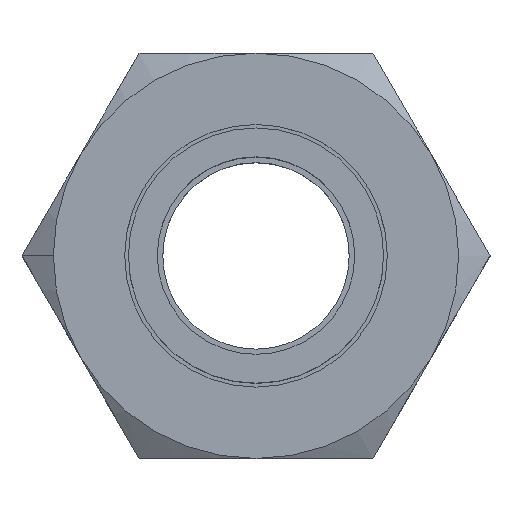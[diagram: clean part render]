
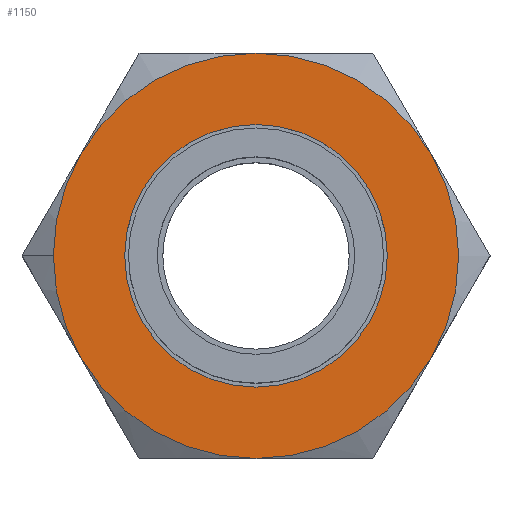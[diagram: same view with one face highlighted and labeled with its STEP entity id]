
A CAD part, top view. The second image highlights one B-rep face of the part: STEP entity #1150.
In plain terms, the highlighted planar face has unit normal (0, 0, 1).
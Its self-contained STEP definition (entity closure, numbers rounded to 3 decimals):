
#126 = CARTESIAN_POINT ( 'NONE',  ( -8.75, 0., 6.75 ) ) ;
#546 = DIRECTION ( 'NONE',  ( 0., 0., 1. ) ) ;
#547 = DIRECTION ( 'NONE',  ( 1., 0., 0. ) ) ;
#548 = CARTESIAN_POINT ( 'NONE',  ( 0., 0., 6.75 ) ) ;
#637 = DIRECTION ( 'NONE',  ( 1., 0., 0. ) ) ;
#638 = DIRECTION ( 'NONE',  ( 0., 0., 1. ) ) ;
#639 = CARTESIAN_POINT ( 'NONE',  ( 0., 0., 6.75 ) ) ;
#640 = AXIS2_PLACEMENT_3D ( 'NONE', #639, #638, #637 ) ;
#641 = CIRCLE ( 'NONE', #640, 13.5 ) ;
#655 = CARTESIAN_POINT ( 'NONE',  ( 0., 0., 6.75 ) ) ;
#656 = AXIS2_PLACEMENT_3D ( 'NONE', #655, #665, #672 ) ;
#665 = DIRECTION ( 'NONE',  ( 0., 0., 1. ) ) ;
#668 = CARTESIAN_POINT ( 'NONE',  ( -11.691, 6.75, 6.75 ) ) ;
#672 = DIRECTION ( 'NONE',  ( 1., 0., 0. ) ) ;
#678 = AXIS2_PLACEMENT_3D ( 'NONE', #548, #546, #547 ) ;
#679 = CIRCLE ( 'NONE', #678, 13.5 ) ;
#698 = CARTESIAN_POINT ( 'NONE',  ( 11.691, 6.75, 6.75 ) ) ;
#766 = DIRECTION ( 'NONE',  ( 1., 0., 0. ) ) ;
#767 = PLANE ( 'NONE',  #768 ) ;
#768 = AXIS2_PLACEMENT_3D ( 'NONE', #770, #769, #774 ) ;
#769 = DIRECTION ( 'NONE',  ( 0., 0., -1. ) ) ;
#770 = CARTESIAN_POINT ( 'NONE',  ( 0., 13.5, 6.75 ) ) ;
#774 = DIRECTION ( 'NONE',  ( -1., 0., 0. ) ) ;
#777 = FACE_OUTER_BOUND ( 'NONE', #1144, .T. ) ;
#778 = FACE_BOUND ( 'NONE', #1115, .T. ) ;
#779 = CARTESIAN_POINT ( 'NONE',  ( 0., 0., 6.75 ) ) ;
#780 = DIRECTION ( 'NONE',  ( 0., 0., 1. ) ) ;
#781 = CIRCLE ( 'NONE', #788, 8.75 ) ;
#788 = AXIS2_PLACEMENT_3D ( 'NONE', #779, #780, #766 ) ;
#795 = CIRCLE ( 'NONE', #656, 13.5 ) ;
#798 = CARTESIAN_POINT ( 'NONE',  ( -11.691, -6.75, 6.75 ) ) ;
#820 = CARTESIAN_POINT ( 'NONE',  ( -13.5, 0., 6.75 ) ) ;
#923 = CARTESIAN_POINT ( 'NONE',  ( 0., 13.5, 6.75 ) ) ;
#933 = DIRECTION ( 'NONE',  ( 1., 0., 0. ) ) ;
#934 = DIRECTION ( 'NONE',  ( 0., 0., 1. ) ) ;
#935 = CARTESIAN_POINT ( 'NONE',  ( 0., 0., 6.75 ) ) ;
#941 = AXIS2_PLACEMENT_3D ( 'NONE', #935, #934, #933 ) ;
#942 = CIRCLE ( 'NONE', #941, 13.5 ) ;
#964 = CIRCLE ( 'NONE', #967, 13.5 ) ;
#965 = DIRECTION ( 'NONE',  ( 1., 0., 0. ) ) ;
#966 = CARTESIAN_POINT ( 'NONE',  ( 0., 0., 6.75 ) ) ;
#967 = AXIS2_PLACEMENT_3D ( 'NONE', #966, #969, #965 ) ;
#969 = DIRECTION ( 'NONE',  ( 0., 0., 1. ) ) ;
#996 = DIRECTION ( 'NONE',  ( 1., 0., 0. ) ) ;
#997 = DIRECTION ( 'NONE',  ( 0., 0., 1. ) ) ;
#998 = AXIS2_PLACEMENT_3D ( 'NONE', #999, #997, #996 ) ;
#999 = CARTESIAN_POINT ( 'NONE',  ( 0., 0., 6.75 ) ) ;
#1004 = CIRCLE ( 'NONE', #998, 13.5 ) ;
#1007 = CARTESIAN_POINT ( 'NONE',  ( 11.691, -6.75, 6.75 ) ) ;
#1022 = CARTESIAN_POINT ( 'NONE',  ( 0., -13.5, 6.75 ) ) ;
#1080 = ORIENTED_EDGE ( 'NONE', *, *, #1519, .T. ) ;
#1091 = EDGE_CURVE ( 'NONE', #1092, #1167, #641, .T. ) ;
#1092 = VERTEX_POINT ( 'NONE', #668 ) ;
#1101 = EDGE_CURVE ( 'NONE', #1200, #1092, #679, .T. ) ;
#1102 = VERTEX_POINT ( 'NONE', #698 ) ;
#1115 = EDGE_LOOP ( 'NONE', ( #1121, #1146 ) ) ;
#1121 = ORIENTED_EDGE ( 'NONE', *, *, #1145, .F. ) ;
#1122 = ORIENTED_EDGE ( 'NONE', *, *, #1499, .T. ) ;
#1123 = ORIENTED_EDGE ( 'NONE', *, *, #1166, .T. ) ;
#1128 = ORIENTED_EDGE ( 'NONE', *, *, #1509, .T. ) ;
#1144 = EDGE_LOOP ( 'NONE', ( #1122, #1152, #1148, #1123, #1080, #1128, #1168 ) ) ;
#1145 = EDGE_CURVE ( 'NONE', #1540, #2043, #781, .T. ) ;
#1146 = ORIENTED_EDGE ( 'NONE', *, *, #1549, .F. ) ;
#1148 = ORIENTED_EDGE ( 'NONE', *, *, #1091, .T. ) ;
#1150 = ADVANCED_FACE ( 'NONE', ( #778, #777 ), #767, .F. ) ;
#1152 = ORIENTED_EDGE ( 'NONE', *, *, #1101, .T. ) ;
#1158 = VERTEX_POINT ( 'NONE', #798 ) ;
#1166 = EDGE_CURVE ( 'NONE', #1167, #1158, #795, .T. ) ;
#1167 = VERTEX_POINT ( 'NONE', #820 ) ;
#1168 = ORIENTED_EDGE ( 'NONE', *, *, #1490, .T. ) ;
#1200 = VERTEX_POINT ( 'NONE', #923 ) ;
#1280 = CARTESIAN_POINT ( 'NONE',  ( 8.75, 0., 6.75 ) ) ;
#1292 = CIRCLE ( 'NONE', #1295, 8.75 ) ;
#1294 = DIRECTION ( 'NONE',  ( 0., 0., 1. ) ) ;
#1295 = AXIS2_PLACEMENT_3D ( 'NONE', #1297, #1294, #1296 ) ;
#1296 = DIRECTION ( 'NONE',  ( 1., 0., 0. ) ) ;
#1297 = CARTESIAN_POINT ( 'NONE',  ( 0., 0., 6.75 ) ) ;
#1339 = DIRECTION ( 'NONE',  ( 1., 0., 0. ) ) ;
#1340 = DIRECTION ( 'NONE',  ( 0., 0., 1. ) ) ;
#1341 = CARTESIAN_POINT ( 'NONE',  ( 0., 0., 6.75 ) ) ;
#1342 = AXIS2_PLACEMENT_3D ( 'NONE', #1341, #1340, #1339 ) ;
#1343 = CIRCLE ( 'NONE', #1342, 13.5 ) ;
#1490 = EDGE_CURVE ( 'NONE', #1494, #1102, #942, .T. ) ;
#1494 = VERTEX_POINT ( 'NONE', #1007 ) ;
#1499 = EDGE_CURVE ( 'NONE', #1102, #1200, #1004, .T. ) ;
#1509 = EDGE_CURVE ( 'NONE', #1513, #1494, #964, .T. ) ;
#1513 = VERTEX_POINT ( 'NONE', #1022 ) ;
#1519 = EDGE_CURVE ( 'NONE', #1158, #1513, #1343, .T. ) ;
#1540 = VERTEX_POINT ( 'NONE', #1280 ) ;
#1549 = EDGE_CURVE ( 'NONE', #2043, #1540, #1292, .T. ) ;
#2043 = VERTEX_POINT ( 'NONE', #126 ) ;
